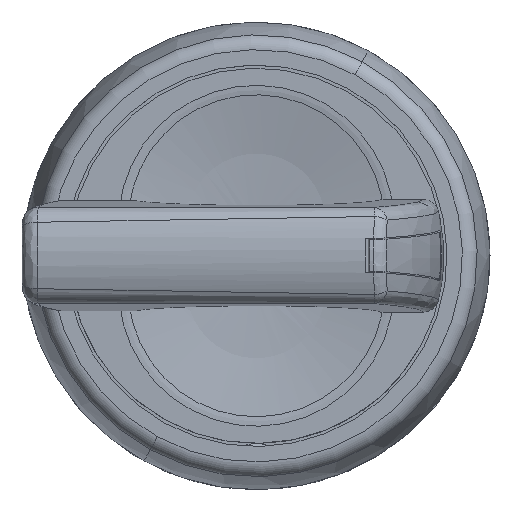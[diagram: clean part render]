
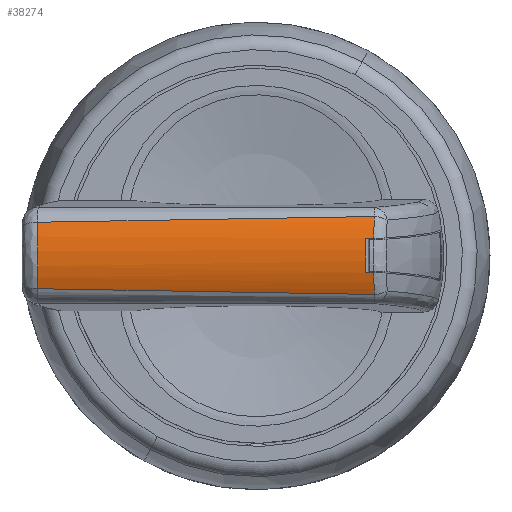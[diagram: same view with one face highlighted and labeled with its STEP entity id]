
A CAD part, top view. The second image highlights one B-rep face of the part: STEP entity #38274.
In plain terms, the highlighted cylindrical face has radius 6 mm (diameter 12 mm), a partial arc.
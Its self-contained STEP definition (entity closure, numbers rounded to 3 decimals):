
#35978=AXIS2_PLACEMENT_3D('Circle Axis2P3D',#35976,#35977,$) ;
#38256=AXIS2_PLACEMENT_3D('Cylinder Axis2P3D',#38253,#38254,#38255) ;
#35973=CARTESIAN_POINT('Vertex',(-1.102,7.,11.898)) ;
#35976=CARTESIAN_POINT('Axis2P3D Location',(0.,7.,6.)) ;
#35980=CARTESIAN_POINT('Vertex',(1.102,7.,11.898)) ;
#37074=CARTESIAN_POINT('Vertex',(2.126,-13.973,11.611)) ;
#37146=CARTESIAN_POINT('Control Point',(-2.126,-13.973,11.611)) ;
#37147=CARTESIAN_POINT('Control Point',(-2.011,-13.975,11.654)) ;
#37148=CARTESIAN_POINT('Control Point',(-1.895,-13.976,11.695)) ;
#37149=CARTESIAN_POINT('Control Point',(-1.777,-13.977,11.733)) ;
#37150=CARTESIAN_POINT('Control Point',(-1.191,-13.982,11.905)) ;
#37151=CARTESIAN_POINT('Control Point',(-0.584,-13.985,12.002)) ;
#37152=CARTESIAN_POINT('Control Point',(-0.094,-13.985,12.029)) ;
#37153=CARTESIAN_POINT('Control Point',(0.656,-13.985,11.995)) ;
#37154=CARTESIAN_POINT('Control Point',(1.388,-13.981,11.846)) ;
#37155=CARTESIAN_POINT('Control Point',(1.639,-13.979,11.781)) ;
#37156=CARTESIAN_POINT('Control Point',(1.885,-13.976,11.702)) ;
#37157=CARTESIAN_POINT('Control Point',(2.126,-13.973,11.611)) ;
#37158=CARTESIAN_POINT('Vertex',(-2.126,-13.973,11.611)) ;
#37565=CARTESIAN_POINT('Vertex',(1.102,7.505,11.898)) ;
#37604=CARTESIAN_POINT('Line Origine',(1.102,9.984,11.898)) ;
#37737=CARTESIAN_POINT('Vertex',(2.493,7.565,11.458)) ;
#37741=CARTESIAN_POINT('Control Point',(2.126,-13.973,11.611)) ;
#37742=CARTESIAN_POINT('Control Point',(2.127,-13.346,11.61)) ;
#37743=CARTESIAN_POINT('Control Point',(2.128,-12.718,11.61)) ;
#37744=CARTESIAN_POINT('Control Point',(2.131,-12.091,11.609)) ;
#37745=CARTESIAN_POINT('Control Point',(2.148,-9.983,11.602)) ;
#37746=CARTESIAN_POINT('Control Point',(2.189,-7.875,11.587)) ;
#37747=CARTESIAN_POINT('Control Point',(2.23,-6.396,11.571)) ;
#37748=CARTESIAN_POINT('Control Point',(2.314,-3.622,11.536)) ;
#37749=CARTESIAN_POINT('Control Point',(2.395,-0.848,11.502)) ;
#37750=CARTESIAN_POINT('Control Point',(2.427,0.446,11.487)) ;
#37751=CARTESIAN_POINT('Control Point',(2.468,2.646,11.469)) ;
#37752=CARTESIAN_POINT('Control Point',(2.487,4.846,11.46)) ;
#37753=CARTESIAN_POINT('Control Point',(2.491,5.752,11.458)) ;
#37754=CARTESIAN_POINT('Control Point',(2.492,6.658,11.458)) ;
#37755=CARTESIAN_POINT('Control Point',(2.493,7.565,11.458)) ;
#37827=CARTESIAN_POINT('Control Point',(1.102,7.505,11.898)) ;
#37828=CARTESIAN_POINT('Control Point',(1.153,7.506,11.888)) ;
#37829=CARTESIAN_POINT('Control Point',(1.204,7.508,11.878)) ;
#37830=CARTESIAN_POINT('Control Point',(1.254,7.509,11.868)) ;
#37831=CARTESIAN_POINT('Control Point',(1.538,7.517,11.805)) ;
#37832=CARTESIAN_POINT('Control Point',(1.818,7.528,11.725)) ;
#37833=CARTESIAN_POINT('Control Point',(2.046,7.538,11.648)) ;
#37834=CARTESIAN_POINT('Control Point',(2.271,7.55,11.559)) ;
#37835=CARTESIAN_POINT('Control Point',(2.493,7.565,11.458)) ;
#37926=CARTESIAN_POINT('Line Origine',(-1.102,9.984,11.898)) ;
#37930=CARTESIAN_POINT('Vertex',(-1.102,7.505,11.898)) ;
#38106=CARTESIAN_POINT('Vertex',(-2.493,7.565,11.458)) ;
#38110=CARTESIAN_POINT('Control Point',(-2.126,-13.973,11.611)) ;
#38111=CARTESIAN_POINT('Control Point',(-2.127,-13.346,11.61)) ;
#38112=CARTESIAN_POINT('Control Point',(-2.128,-12.718,11.61)) ;
#38113=CARTESIAN_POINT('Control Point',(-2.131,-12.091,11.609)) ;
#38114=CARTESIAN_POINT('Control Point',(-2.148,-9.983,11.602)) ;
#38115=CARTESIAN_POINT('Control Point',(-2.189,-7.875,11.587)) ;
#38116=CARTESIAN_POINT('Control Point',(-2.23,-6.396,11.571)) ;
#38117=CARTESIAN_POINT('Control Point',(-2.314,-3.622,11.536)) ;
#38118=CARTESIAN_POINT('Control Point',(-2.395,-0.848,11.502)) ;
#38119=CARTESIAN_POINT('Control Point',(-2.427,0.446,11.487)) ;
#38120=CARTESIAN_POINT('Control Point',(-2.468,2.646,11.469)) ;
#38121=CARTESIAN_POINT('Control Point',(-2.487,4.846,11.46)) ;
#38122=CARTESIAN_POINT('Control Point',(-2.491,5.752,11.458)) ;
#38123=CARTESIAN_POINT('Control Point',(-2.492,6.658,11.458)) ;
#38124=CARTESIAN_POINT('Control Point',(-2.493,7.565,11.458)) ;
#38253=CARTESIAN_POINT('Axis2P3D Location',(0.,0.,6.)) ;
#38259=CARTESIAN_POINT('Control Point',(-1.102,7.505,11.898)) ;
#38260=CARTESIAN_POINT('Control Point',(-1.577,7.517,11.809)) ;
#38261=CARTESIAN_POINT('Control Point',(-2.044,7.536,11.663)) ;
#38262=CARTESIAN_POINT('Control Point',(-2.493,7.565,11.458)) ;
#35977=DIRECTION('Axis2P3D Direction',(0.,1.,0.)) ;
#37605=DIRECTION('Vector Direction',(0.,-1.,0.)) ;
#37927=DIRECTION('Vector Direction',(0.,-1.,0.)) ;
#38254=DIRECTION('Axis2P3D Direction',(-0.,-1.,-0.)) ;
#38255=DIRECTION('Axis2P3D XDirection',(0.508,-0.,0.862)) ;
#37606=VECTOR('Line Direction',#37605,1.) ;
#37928=VECTOR('Line Direction',#37927,1.) ;
#38265=ORIENTED_EDGE('',*,*,#38125,.T.) ;
#38266=ORIENTED_EDGE('',*,*,#37160,.F.) ;
#38267=ORIENTED_EDGE('',*,*,#37756,.F.) ;
#38268=ORIENTED_EDGE('',*,*,#37836,.T.) ;
#38269=ORIENTED_EDGE('',*,*,#37608,.F.) ;
#38270=ORIENTED_EDGE('',*,*,#35982,.F.) ;
#38271=ORIENTED_EDGE('',*,*,#37932,.T.) ;
#38272=ORIENTED_EDGE('',*,*,#38263,.F.) ;
#38274=ADVANCED_FACE('Corps principal ( *SOL1 - wsp *MASTER -  )',(#38273),#38257,.T.) ;
#37145=B_SPLINE_CURVE_WITH_KNOTS('',5,(#37146,#37147,#37148,#37149,#37150,#37151,#37152,#37153,#37154,#37155,#37156,#37157),.UNSPECIFIED.,.F.,.U.,(6,3,3,6),(22.078,22.882,26.057,27.74),.UNSPECIFIED.) ;
#37740=B_SPLINE_CURVE_WITH_KNOTS('',5,(#37741,#37742,#37743,#37744,#37745,#37746,#37747,#37748,#37749,#37750,#37751,#37752,#37753,#37754,#37755),.UNSPECIFIED.,.F.,.U.,(6,3,3,3,6),(8.538,13.971,26.794,38.002,45.849),.UNSPECIFIED.) ;
#37826=B_SPLINE_CURVE_WITH_KNOTS('',5,(#37827,#37828,#37829,#37830,#37831,#37832,#37833,#37834,#37835),.UNSPECIFIED.,.F.,.U.,(6,3,6),(10.25,10.597,12.198),.UNSPECIFIED.) ;
#38109=B_SPLINE_CURVE_WITH_KNOTS('',5,(#38110,#38111,#38112,#38113,#38114,#38115,#38116,#38117,#38118,#38119,#38120,#38121,#38122,#38123,#38124),.UNSPECIFIED.,.F.,.U.,(6,3,3,3,6),(8.538,13.971,26.794,38.001,45.849),.UNSPECIFIED.) ;
#38258=B_SPLINE_CURVE_WITH_KNOTS('',3,(#38259,#38260,#38261,#38262),.UNSPECIFIED.,.F.,.U.,(4,4),(8.13,10.077),.UNSPECIFIED.) ;
#35979=CIRCLE('generated circle',#35978,6.) ;
#38257=CYLINDRICAL_SURFACE('generated cylinder',#38256,6.) ;
#35982=EDGE_CURVE('',#35974,#35981,#35979,.T.) ;
#37160=EDGE_CURVE('',#37075,#37159,#37145,.F.) ;
#37608=EDGE_CURVE('',#35981,#37566,#37607,.F.) ;
#37756=EDGE_CURVE('',#37738,#37075,#37740,.F.) ;
#37836=EDGE_CURVE('',#37738,#37566,#37826,.F.) ;
#37932=EDGE_CURVE('',#35974,#37931,#37929,.F.) ;
#38125=EDGE_CURVE('',#38107,#37159,#38109,.F.) ;
#38263=EDGE_CURVE('',#38107,#37931,#38258,.F.) ;
#38264=EDGE_LOOP('',(#38265,#38266,#38267,#38268,#38269,#38270,#38271,#38272)) ;
#38273=FACE_OUTER_BOUND('',#38264,.T.) ;
#37607=LINE('Line',#37604,#37606) ;
#37929=LINE('Line',#37926,#37928) ;
#35974=VERTEX_POINT('',#35973) ;
#35981=VERTEX_POINT('',#35980) ;
#37075=VERTEX_POINT('',#37074) ;
#37159=VERTEX_POINT('',#37158) ;
#37566=VERTEX_POINT('',#37565) ;
#37738=VERTEX_POINT('',#37737) ;
#37931=VERTEX_POINT('',#37930) ;
#38107=VERTEX_POINT('',#38106) ;
